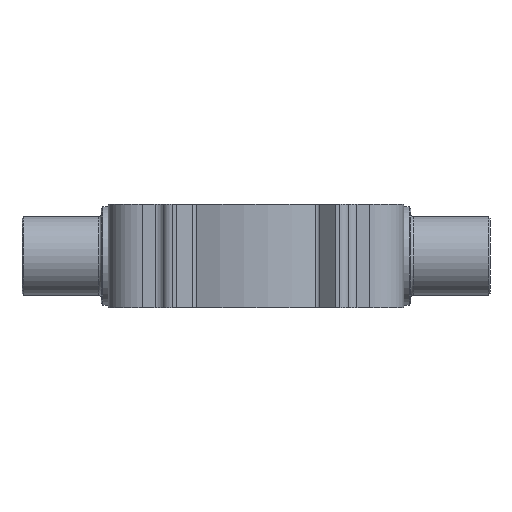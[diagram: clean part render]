
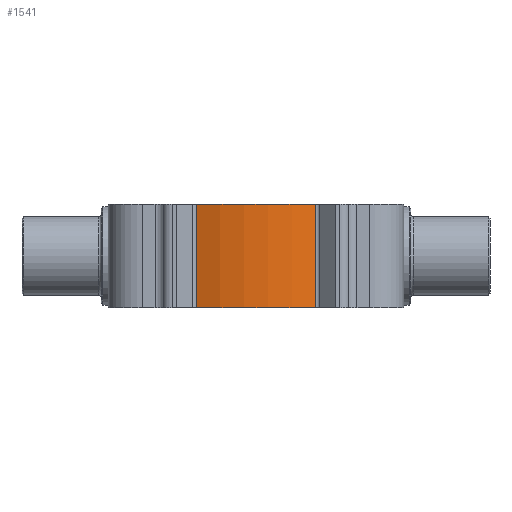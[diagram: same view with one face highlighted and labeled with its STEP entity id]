
A CAD part, front view. The second image highlights one B-rep face of the part: STEP entity #1541.
In plain terms, the highlighted cylindrical face has radius 31 mm (diameter 62 mm), a partial arc.
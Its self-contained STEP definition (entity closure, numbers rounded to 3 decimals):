
#13=LINE('',#2358,#137);
#14=LINE('',#2362,#138);
#137=VECTOR('',#1851,21.);
#138=VECTOR('',#1854,21.);
#267=CYLINDRICAL_SURFACE('',#1639,31.);
#373=FACE_OUTER_BOUND('',#464,.T.);
#464=EDGE_LOOP('',(#1062,#1063,#1064,#1065));
#562=CIRCLE('',#1640,31.);
#563=CIRCLE('',#1641,31.);
#668=VERTEX_POINT('',#2356);
#669=VERTEX_POINT('',#2357);
#670=VERTEX_POINT('',#2359);
#671=VERTEX_POINT('',#2361);
#826=EDGE_CURVE('',#668,#669,#13,.T.);
#827=EDGE_CURVE('',#668,#670,#562,.T.);
#828=EDGE_CURVE('',#670,#671,#14,.T.);
#829=EDGE_CURVE('',#671,#669,#563,.T.);
#1062=ORIENTED_EDGE('',*,*,#826,.F.);
#1063=ORIENTED_EDGE('',*,*,#827,.T.);
#1064=ORIENTED_EDGE('',*,*,#828,.T.);
#1065=ORIENTED_EDGE('',*,*,#829,.T.);
#1541=ADVANCED_FACE('',(#373),#267,.T.);
#1639=AXIS2_PLACEMENT_3D('',#2355,#1849,#1850);
#1640=AXIS2_PLACEMENT_3D('',#2360,#1852,#1853);
#1641=AXIS2_PLACEMENT_3D('',#2363,#1855,#1856);
#1849=DIRECTION('center_axis',(0.,0.,1.));
#1850=DIRECTION('ref_axis',(-0.387,-0.922,0.));
#1851=DIRECTION('',(0.,0.,1.));
#1852=DIRECTION('center_axis',(0.,0.,1.));
#1853=DIRECTION('ref_axis',(0.387,0.922,0.));
#1854=DIRECTION('',(0.,0.,1.));
#1855=DIRECTION('center_axis',(0.,0.,-1.));
#1856=DIRECTION('ref_axis',(0.387,0.922,0.));
#2355=CARTESIAN_POINT('Origin',(0.,0.,0.));
#2356=CARTESIAN_POINT('',(-12.01,-28.579,-10.5));
#2357=CARTESIAN_POINT('',(-12.01,-28.579,10.5));
#2358=CARTESIAN_POINT('',(-12.01,-28.579,0.));
#2359=CARTESIAN_POINT('',(12.01,-28.579,-10.5));
#2360=CARTESIAN_POINT('Origin',(0.,0.,-10.5));
#2361=CARTESIAN_POINT('',(12.01,-28.579,10.5));
#2362=CARTESIAN_POINT('',(12.01,-28.579,0.));
#2363=CARTESIAN_POINT('Origin',(0.,0.,10.5));
